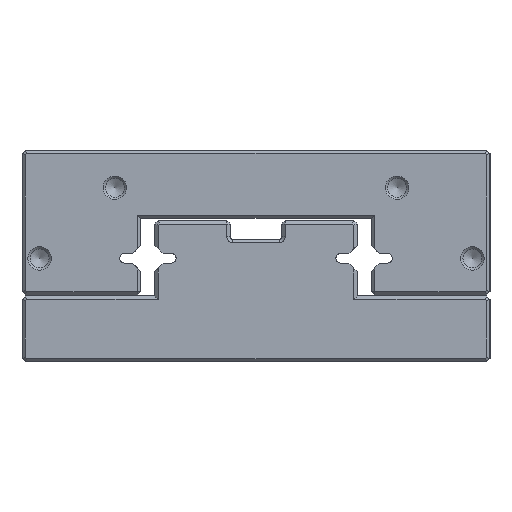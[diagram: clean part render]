
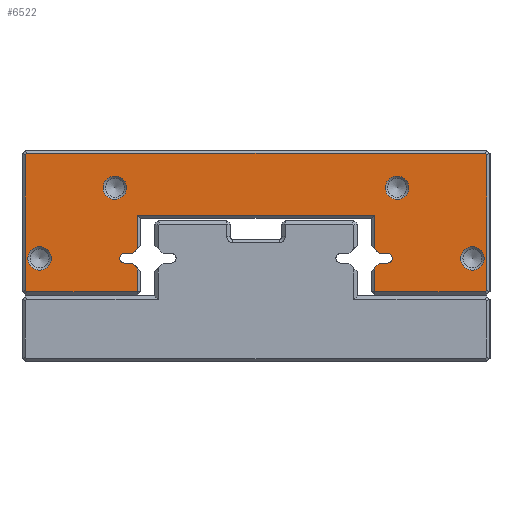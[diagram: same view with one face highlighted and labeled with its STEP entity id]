
A CAD part, left-side view. The second image highlights one B-rep face of the part: STEP entity #6522.
In plain terms, the highlighted planar face has unit normal (-1, 0, 0).
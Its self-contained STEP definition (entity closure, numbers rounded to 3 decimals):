
#5273=FACE_BOUND('',#10214,.T.);
#5274=FACE_BOUND('',#10215,.T.);
#5275=FACE_BOUND('',#10216,.T.);
#5276=FACE_BOUND('',#10217,.T.);
#5277=FACE_BOUND('',#10218,.T.);
#5938=CIRCLE('',#28272,1.);
#5959=CIRCLE('',#28301,1.);
#5965=CIRCLE('',#28313,2.5);
#5966=CIRCLE('',#28314,2.5);
#5967=CIRCLE('',#28315,2.5);
#5968=CIRCLE('',#28316,2.5);
#6522=ADVANCED_FACE('',(#5273,#5274,#5275,#5276,#5277),#7817,.T.);
#7817=PLANE('',#28317);
#10214=EDGE_LOOP('',(#13509,#13510,#13511,#13512,#13513,#13514,#13515,#13516,
#13517,#13518,#13519,#13520,#13521,#13522,#13523,#13524,#13525,#13526,#13527,
#13528,#13529,#13530,#13531,#13532));
#10215=EDGE_LOOP('',(#13533));
#10216=EDGE_LOOP('',(#13534));
#10217=EDGE_LOOP('',(#13535));
#10218=EDGE_LOOP('',(#13536));
#13509=ORIENTED_EDGE('',*,*,#21161,.F.);
#13510=ORIENTED_EDGE('',*,*,#21202,.T.);
#13511=ORIENTED_EDGE('',*,*,#21203,.T.);
#13512=ORIENTED_EDGE('',*,*,#21204,.T.);
#13513=ORIENTED_EDGE('',*,*,#21096,.F.);
#13514=ORIENTED_EDGE('',*,*,#21090,.F.);
#13515=ORIENTED_EDGE('',*,*,#21087,.F.);
#13516=ORIENTED_EDGE('',*,*,#21084,.F.);
#13517=ORIENTED_EDGE('',*,*,#21082,.F.);
#13518=ORIENTED_EDGE('',*,*,#21205,.T.);
#13519=ORIENTED_EDGE('',*,*,#21206,.T.);
#13520=ORIENTED_EDGE('',*,*,#21207,.T.);
#13521=ORIENTED_EDGE('',*,*,#21208,.T.);
#13522=ORIENTED_EDGE('',*,*,#21209,.T.);
#13523=ORIENTED_EDGE('',*,*,#21210,.T.);
#13524=ORIENTED_EDGE('',*,*,#21211,.T.);
#13525=ORIENTED_EDGE('',*,*,#21212,.T.);
#13526=ORIENTED_EDGE('',*,*,#21213,.T.);
#13527=ORIENTED_EDGE('',*,*,#21214,.T.);
#13528=ORIENTED_EDGE('',*,*,#21215,.T.);
#13529=ORIENTED_EDGE('',*,*,#21175,.F.);
#13530=ORIENTED_EDGE('',*,*,#21169,.F.);
#13531=ORIENTED_EDGE('',*,*,#21166,.F.);
#13532=ORIENTED_EDGE('',*,*,#21163,.F.);
#13533=ORIENTED_EDGE('',*,*,#21216,.T.);
#13534=ORIENTED_EDGE('',*,*,#21217,.T.);
#13535=ORIENTED_EDGE('',*,*,#21218,.T.);
#13536=ORIENTED_EDGE('',*,*,#21219,.T.);
#18716=VERTEX_POINT('',#38046);
#18717=VERTEX_POINT('',#38048);
#18718=VERTEX_POINT('',#38052);
#18720=VERTEX_POINT('',#38058);
#18722=VERTEX_POINT('',#38064);
#18727=VERTEX_POINT('',#38076);
#18771=VERTEX_POINT('',#38188);
#18772=VERTEX_POINT('',#38190);
#18773=VERTEX_POINT('',#38194);
#18775=VERTEX_POINT('',#38200);
#18777=VERTEX_POINT('',#38206);
#18782=VERTEX_POINT('',#38218);
#18805=VERTEX_POINT('',#38272);
#18806=VERTEX_POINT('',#38274);
#18807=VERTEX_POINT('',#38277);
#18808=VERTEX_POINT('',#38279);
#18809=VERTEX_POINT('',#38281);
#18810=VERTEX_POINT('',#38283);
#18811=VERTEX_POINT('',#38285);
#18812=VERTEX_POINT('',#38287);
#18813=VERTEX_POINT('',#38289);
#18814=VERTEX_POINT('',#38291);
#18815=VERTEX_POINT('',#38293);
#18816=VERTEX_POINT('',#38295);
#18817=VERTEX_POINT('',#38298);
#18818=VERTEX_POINT('',#38300);
#18819=VERTEX_POINT('',#38302);
#18820=VERTEX_POINT('',#38304);
#21082=EDGE_CURVE('',#18716,#18717,#23831,.T.);
#21084=EDGE_CURVE('',#18717,#18718,#23833,.T.);
#21087=EDGE_CURVE('',#18718,#18720,#5938,.T.);
#21090=EDGE_CURVE('',#18720,#18722,#23837,.T.);
#21096=EDGE_CURVE('',#18722,#18727,#23843,.T.);
#21161=EDGE_CURVE('',#18771,#18772,#23889,.T.);
#21163=EDGE_CURVE('',#18772,#18773,#23891,.T.);
#21166=EDGE_CURVE('',#18773,#18775,#5959,.T.);
#21169=EDGE_CURVE('',#18775,#18777,#23895,.T.);
#21175=EDGE_CURVE('',#18777,#18782,#23901,.T.);
#21202=EDGE_CURVE('',#18771,#18805,#23924,.T.);
#21203=EDGE_CURVE('',#18805,#18806,#23925,.T.);
#21204=EDGE_CURVE('',#18806,#18727,#23926,.T.);
#21205=EDGE_CURVE('',#18716,#18807,#23927,.T.);
#21206=EDGE_CURVE('',#18807,#18808,#23928,.T.);
#21207=EDGE_CURVE('',#18808,#18809,#23929,.T.);
#21208=EDGE_CURVE('',#18809,#18810,#23930,.T.);
#21209=EDGE_CURVE('',#18810,#18811,#23931,.T.);
#21210=EDGE_CURVE('',#18811,#18812,#23932,.T.);
#21211=EDGE_CURVE('',#18812,#18813,#23933,.T.);
#21212=EDGE_CURVE('',#18813,#18814,#23934,.T.);
#21213=EDGE_CURVE('',#18814,#18815,#23935,.T.);
#21214=EDGE_CURVE('',#18815,#18816,#23936,.T.);
#21215=EDGE_CURVE('',#18816,#18782,#23937,.T.);
#21216=EDGE_CURVE('',#18817,#18817,#5965,.T.);
#21217=EDGE_CURVE('',#18818,#18818,#5966,.T.);
#21218=EDGE_CURVE('',#18819,#18819,#5967,.T.);
#21219=EDGE_CURVE('',#18820,#18820,#5968,.T.);
#23831=LINE('',#38047,#26173);
#23833=LINE('',#38051,#26175);
#23837=LINE('',#38063,#26179);
#23843=LINE('',#38075,#26185);
#23889=LINE('',#38189,#26231);
#23891=LINE('',#38193,#26233);
#23895=LINE('',#38205,#26237);
#23901=LINE('',#38217,#26243);
#23924=LINE('',#38271,#26266);
#23925=LINE('',#38273,#26267);
#23926=LINE('',#38275,#26268);
#23927=LINE('',#38276,#26269);
#23928=LINE('',#38278,#26270);
#23929=LINE('',#38280,#26271);
#23930=LINE('',#38282,#26272);
#23931=LINE('',#38284,#26273);
#23932=LINE('',#38286,#26274);
#23933=LINE('',#38288,#26275);
#23934=LINE('',#38290,#26276);
#23935=LINE('',#38292,#26277);
#23936=LINE('',#38294,#26278);
#23937=LINE('',#38296,#26279);
#26173=VECTOR('',#31348,1.);
#26175=VECTOR('',#31352,1.);
#26179=VECTOR('',#31364,1.);
#26185=VECTOR('',#31372,1.);
#26231=VECTOR('',#31464,1.);
#26233=VECTOR('',#31468,1.);
#26237=VECTOR('',#31480,1.);
#26243=VECTOR('',#31488,1.);
#26266=VECTOR('',#31527,1.);
#26267=VECTOR('',#31528,1.);
#26268=VECTOR('',#31529,1.);
#26269=VECTOR('',#31530,1.);
#26270=VECTOR('',#31531,1.);
#26271=VECTOR('',#31532,1.);
#26272=VECTOR('',#31533,1.);
#26273=VECTOR('',#31534,1.);
#26274=VECTOR('',#31535,1.);
#26275=VECTOR('',#31536,1.);
#26276=VECTOR('',#31537,1.);
#26277=VECTOR('',#31538,1.);
#26278=VECTOR('',#31539,1.);
#26279=VECTOR('',#31540,1.);
#28272=AXIS2_PLACEMENT_3D('',#38057,#31357,#31358);
#28301=AXIS2_PLACEMENT_3D('',#38199,#31473,#31474);
#28313=AXIS2_PLACEMENT_3D('',#38297,#31541,#31542);
#28314=AXIS2_PLACEMENT_3D('',#38299,#31543,#31544);
#28315=AXIS2_PLACEMENT_3D('',#38301,#31545,#31546);
#28316=AXIS2_PLACEMENT_3D('',#38303,#31547,#31548);
#28317=AXIS2_PLACEMENT_3D('',#38305,#31549,#31550);
#31348=DIRECTION('',(0.,-0.707,0.707));
#31352=DIRECTION('',(0.,-1.,0.));
#31357=DIRECTION('',(-1.,0.,0.));
#31358=DIRECTION('',(0.,0.,-1.));
#31364=DIRECTION('',(0.,1.,0.));
#31372=DIRECTION('',(0.,0.707,0.707));
#31464=DIRECTION('',(0.,0.707,-0.707));
#31468=DIRECTION('',(0.,1.,0.));
#31473=DIRECTION('',(-1.,0.,0.));
#31474=DIRECTION('',(0.,0.,1.));
#31480=DIRECTION('',(0.,-1.,0.));
#31488=DIRECTION('',(0.,-0.707,-0.707));
#31527=DIRECTION('',(0.,0.,1.));
#31528=DIRECTION('',(0.,-1.,0.));
#31529=DIRECTION('',(0.,0.,-1.));
#31530=DIRECTION('',(0.,0.,-1.));
#31531=DIRECTION('',(0.,-1.,0.));
#31532=DIRECTION('',(0.,-0.707,0.707));
#31533=DIRECTION('',(0.,0.,1.));
#31534=DIRECTION('',(0.,0.707,0.707));
#31535=DIRECTION('',(0.,1.,0.));
#31536=DIRECTION('',(0.,0.707,-0.707));
#31537=DIRECTION('',(0.,0.,-1.));
#31538=DIRECTION('',(0.,-0.707,-0.707));
#31539=DIRECTION('',(0.,-1.,0.));
#31540=DIRECTION('',(0.,0.,1.));
#31541=DIRECTION('',(1.,0.,0.));
#31542=DIRECTION('',(0.,0.,-1.));
#31543=DIRECTION('',(1.,0.,0.));
#31544=DIRECTION('',(0.,0.,-1.));
#31545=DIRECTION('',(1.,0.,0.));
#31546=DIRECTION('',(0.,0.,-1.));
#31547=DIRECTION('',(1.,0.,0.));
#31548=DIRECTION('',(0.,0.,-1.));
#31549=DIRECTION('',(-1.,0.,0.));
#31550=DIRECTION('',(0.,0.,-1.));
#38046=CARTESIAN_POINT('',(80.,24.55,19.957));
#38047=CARTESIAN_POINT('',(80.,25.25,19.257));
#38048=CARTESIAN_POINT('',(80.,23.507,21.));
#38051=CARTESIAN_POINT('',(80.,23.507,21.));
#38052=CARTESIAN_POINT('',(80.,21.75,21.));
#38057=CARTESIAN_POINT('',(80.,21.75,22.));
#38058=CARTESIAN_POINT('',(80.,21.75,23.));
#38063=CARTESIAN_POINT('',(80.,21.75,23.));
#38064=CARTESIAN_POINT('',(80.,23.507,23.));
#38075=CARTESIAN_POINT('',(80.,23.507,23.));
#38076=CARTESIAN_POINT('',(80.,24.55,24.043));
#38188=CARTESIAN_POINT('',(80.,74.95,24.043));
#38189=CARTESIAN_POINT('',(80.,74.25,24.743));
#38190=CARTESIAN_POINT('',(80.,75.993,23.));
#38193=CARTESIAN_POINT('',(80.,75.993,23.));
#38194=CARTESIAN_POINT('',(80.,77.75,23.));
#38199=CARTESIAN_POINT('',(80.,77.75,22.));
#38200=CARTESIAN_POINT('',(80.,77.75,21.));
#38205=CARTESIAN_POINT('',(80.,77.75,21.));
#38206=CARTESIAN_POINT('',(80.,75.993,21.));
#38217=CARTESIAN_POINT('',(80.,75.993,21.));
#38218=CARTESIAN_POINT('',(80.,74.95,19.957));
#38271=CARTESIAN_POINT('',(80.,74.95,30.5));
#38272=CARTESIAN_POINT('',(80.,74.95,31.2));
#38273=CARTESIAN_POINT('',(80.,25.25,31.2));
#38274=CARTESIAN_POINT('',(80.,24.55,31.2));
#38275=CARTESIAN_POINT('',(80.,24.55,24.743));
#38276=CARTESIAN_POINT('',(80.,24.55,14.2));
#38277=CARTESIAN_POINT('',(80.,24.55,14.9));
#38278=CARTESIAN_POINT('',(80.,0.7,14.9));
#38279=CARTESIAN_POINT('',(80.,0.99,14.9));
#38280=CARTESIAN_POINT('',(80.,7.82,8.07));
#38281=CARTESIAN_POINT('',(80.,0.7,15.19));
#38282=CARTESIAN_POINT('',(80.,0.7,44.3));
#38283=CARTESIAN_POINT('',(80.,0.7,44.01));
#38284=CARTESIAN_POINT('',(80.,0.22,43.53));
#38285=CARTESIAN_POINT('',(80.,0.99,44.3));
#38286=CARTESIAN_POINT('',(80.,98.8,44.3));
#38287=CARTESIAN_POINT('',(80.,98.51,44.3));
#38288=CARTESIAN_POINT('',(80.,71.28,71.53));
#38289=CARTESIAN_POINT('',(80.,98.8,44.01));
#38290=CARTESIAN_POINT('',(80.,98.8,14.9));
#38291=CARTESIAN_POINT('',(80.,98.8,15.19));
#38292=CARTESIAN_POINT('',(80.,63.68,-19.93));
#38293=CARTESIAN_POINT('',(80.,98.51,14.9));
#38294=CARTESIAN_POINT('',(80.,74.25,14.9));
#38295=CARTESIAN_POINT('',(80.,74.95,14.9));
#38296=CARTESIAN_POINT('',(80.,74.95,19.257));
#38297=CARTESIAN_POINT('',(80.,95.75,22.));
#38298=CARTESIAN_POINT('',(80.,95.75,19.5));
#38299=CARTESIAN_POINT('',(80.,3.75,22.));
#38300=CARTESIAN_POINT('',(80.,3.75,19.5));
#38301=CARTESIAN_POINT('',(80.,19.75,37.));
#38302=CARTESIAN_POINT('',(80.,19.75,34.5));
#38303=CARTESIAN_POINT('',(80.,79.75,37.));
#38304=CARTESIAN_POINT('',(80.,79.75,34.5));
#38305=CARTESIAN_POINT('',(80.,21.75,22.));
